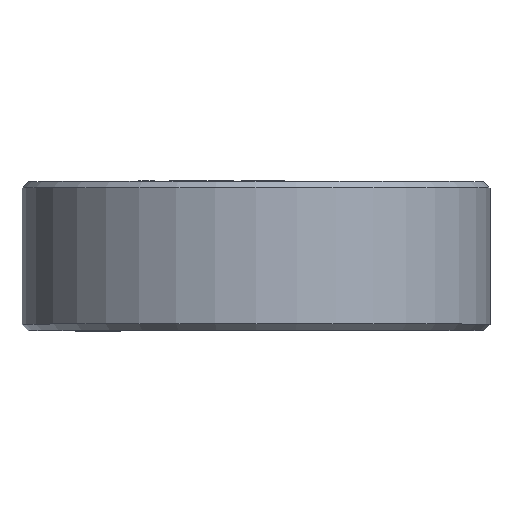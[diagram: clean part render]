
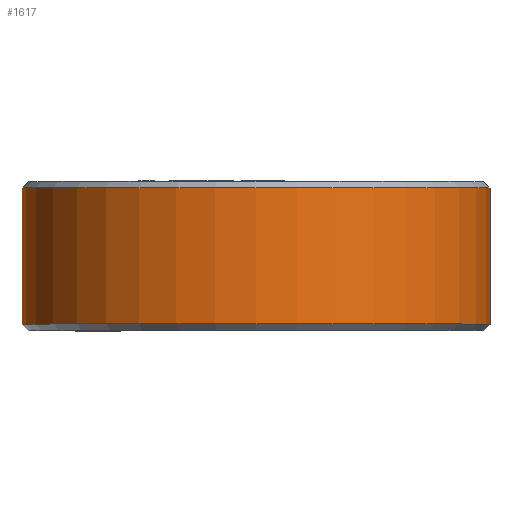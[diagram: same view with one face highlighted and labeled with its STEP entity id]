
A CAD part, top view. The second image highlights one B-rep face of the part: STEP entity #1617.
In plain terms, the highlighted cylindrical face has radius 11 mm (diameter 22 mm), a full revolution.
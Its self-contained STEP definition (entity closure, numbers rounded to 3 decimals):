
#297=FACE_OUTER_BOUND('',#380,.T.);
#380=EDGE_LOOP('',(#1185,#1186,#1187,#1188,#1189));
#504=LINE('',#2292,#637);
#637=VECTOR('',#1908,11.);
#772=CIRCLE('',#1768,11.);
#773=CIRCLE('',#1769,11.);
#774=CIRCLE('',#1770,11.);
#809=VERTEX_POINT('',#2288);
#810=VERTEX_POINT('',#2289);
#811=VERTEX_POINT('',#2291);
#969=EDGE_CURVE('',#809,#810,#772,.F.);
#970=EDGE_CURVE('',#810,#811,#504,.T.);
#971=EDGE_CURVE('',#811,#811,#773,.T.);
#972=EDGE_CURVE('',#810,#809,#774,.F.);
#1185=ORIENTED_EDGE('',*,*,#969,.T.);
#1186=ORIENTED_EDGE('',*,*,#970,.T.);
#1187=ORIENTED_EDGE('',*,*,#971,.T.);
#1188=ORIENTED_EDGE('',*,*,#970,.F.);
#1189=ORIENTED_EDGE('',*,*,#972,.T.);
#1607=CYLINDRICAL_SURFACE('',#1767,11.);
#1617=ADVANCED_FACE('',(#297),#1607,.T.);
#1767=AXIS2_PLACEMENT_3D('',#2287,#1904,#1905);
#1768=AXIS2_PLACEMENT_3D('',#2290,#1906,#1907);
#1769=AXIS2_PLACEMENT_3D('',#2293,#1909,#1910);
#1770=AXIS2_PLACEMENT_3D('',#2294,#1911,#1912);
#1904=DIRECTION('center_axis',(0.,1.,0.));
#1905=DIRECTION('ref_axis',(0.,0.,1.));
#1906=DIRECTION('center_axis',(0.,1.,0.));
#1907=DIRECTION('ref_axis',(0.,0.,1.));
#1908=DIRECTION('',(0.,-1.,0.));
#1909=DIRECTION('center_axis',(0.,1.,0.));
#1910=DIRECTION('ref_axis',(0.,0.,1.));
#1911=DIRECTION('center_axis',(0.,1.,0.));
#1912=DIRECTION('ref_axis',(0.,0.,1.));
#2287=CARTESIAN_POINT('Origin',(0.,-3.5,0.));
#2288=CARTESIAN_POINT('',(0.,3.2,11.));
#2289=CARTESIAN_POINT('',(0.,3.2,-11.));
#2290=CARTESIAN_POINT('Origin',(0.,3.2,0.));
#2291=CARTESIAN_POINT('',(0.,-3.2,-11.));
#2292=CARTESIAN_POINT('',(0.,-3.5,-11.));
#2293=CARTESIAN_POINT('Origin',(0.,-3.2,0.));
#2294=CARTESIAN_POINT('Origin',(0.,3.2,0.));
